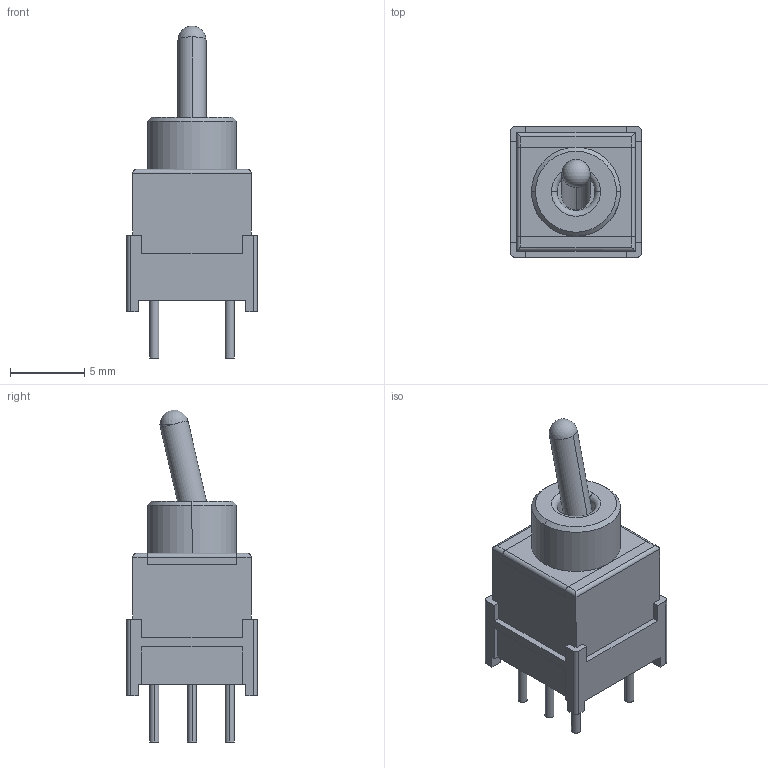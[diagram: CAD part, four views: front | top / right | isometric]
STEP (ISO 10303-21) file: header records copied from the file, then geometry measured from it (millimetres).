
FILE_DESCRIPTION((''),'2;1');
FILE_NAME('SW_NKK_B12JJVC.stp','2011-02-28T12:12:22',(''),(''),'Mechanical Desktop 2011','Mechanical Desktop 2011',', , ');
FILE_SCHEMA(('AUTOMOTIVE_DESIGN { 1 2 10303 214 1 1 1 1 }'));
Length unit declared in the file: millimetre
Products named in the file (1): Product
Bounding box: 8.79 x 8.79 x 22.36 mm (x, y, z)
Volume: 704 mm3; surface area: 811.9 mm2
Topology: 10 solids, 10 shells, 123 faces, 292 edges, 187 vertices
Faces by surface type: plane 87, cylinder 30, cone 2, torus 2, sphere 2
Entity records: 3552 total; most frequent: DIRECTION 604, CARTESIAN_POINT 601, ORIENTED_EDGE 580, EDGE_CURVE 290, VECTOR 224, LINE 224, AXIS2_PLACEMENT_3D 190, VERTEX_POINT 187
